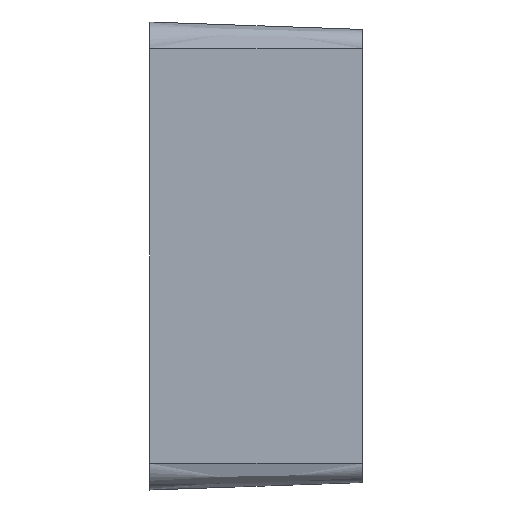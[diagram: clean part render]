
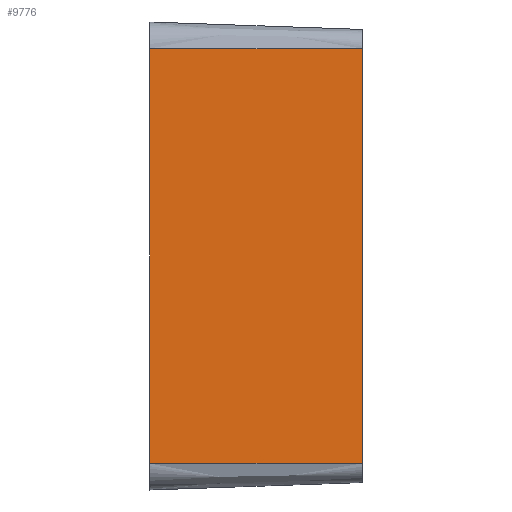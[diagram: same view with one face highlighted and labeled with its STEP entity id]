
A CAD part, left-side view. The second image highlights one B-rep face of the part: STEP entity #9776.
In plain terms, the highlighted planar face has unit normal (-0.999, -0.035, 0).
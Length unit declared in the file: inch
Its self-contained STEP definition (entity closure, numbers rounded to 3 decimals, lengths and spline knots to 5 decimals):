
#3364 = DIRECTION ( 'NONE',  ( -0.035, 0.999, 0. ) ) ;
#3365 = VECTOR ( 'NONE', #3364, 39.37008 ) ;
#3366 = CARTESIAN_POINT ( 'NONE',  ( -10.40487, 0., -7.02279 ) ) ;
#3371 = LINE ( 'NONE', #3366, #3365 ) ;
#8435 = EDGE_CURVE ( 'NONE', #9842, #9891, #3371, .T. ) ;
#9178 = EDGE_CURVE ( 'NONE', #9840, #9842, #15288, .T. ) ;
#9353 = VERTEX_POINT ( 'NONE', #15625 ) ;
#9357 = EDGE_CURVE ( 'NONE', #9891, #9353, #15619, .T. ) ;
#9495 = ORIENTED_EDGE ( 'NONE', *, *, #8435, .F. ) ;
#9689 = ORIENTED_EDGE ( 'NONE', *, *, #9178, .F. ) ;
#9702 = ORIENTED_EDGE ( 'NONE', *, *, #9357, .F. ) ;
#9724 = ORIENTED_EDGE ( 'NONE', *, *, #9774, .T. ) ;
#9774 = EDGE_CURVE ( 'NONE', #9840, #9353, #16967, .T. ) ;
#9776 = ADVANCED_FACE ( 'NONE', ( #16963 ), #16782, .T. ) ;
#9784 = EDGE_LOOP ( 'NONE', ( #9689, #9724, #9702, #9495 ) ) ;
#9840 = VERTEX_POINT ( 'NONE', #17121 ) ;
#9842 = VERTEX_POINT ( 'NONE', #17123 ) ;
#9891 = VERTEX_POINT ( 'NONE', #17099 ) ;
#15285 = DIRECTION ( 'NONE',  ( 0., 0., -1. ) ) ;
#15286 = VECTOR ( 'NONE', #15285, 39.37008 ) ;
#15287 = CARTESIAN_POINT ( 'NONE',  ( -10.15309, -7.21, -7.02279 ) ) ;
#15288 = LINE ( 'NONE', #15287, #15286 ) ;
#15616 = DIRECTION ( 'NONE',  ( 0., 0., 1. ) ) ;
#15617 = VECTOR ( 'NONE', #15616, 39.37008 ) ;
#15618 = CARTESIAN_POINT ( 'NONE',  ( -10.40487, 0., -7.02279 ) ) ;
#15619 = LINE ( 'NONE', #15618, #15617 ) ;
#15625 = CARTESIAN_POINT ( 'NONE',  ( -10.40487, 0., 7.02279 ) ) ;
#16600 = DIRECTION ( 'NONE',  ( 0.035, -0.999, 0. ) ) ;
#16611 = AXIS2_PLACEMENT_3D ( 'NONE', #16781, #16657, #16600 ) ;
#16657 = DIRECTION ( 'NONE',  ( -0.999, -0.035, 0. ) ) ;
#16781 = CARTESIAN_POINT ( 'NONE',  ( -10.40487, 0., -7.02279 ) ) ;
#16782 = PLANE ( 'NONE',  #16611 ) ;
#16963 = FACE_OUTER_BOUND ( 'NONE', #9784, .T. ) ;
#16964 = DIRECTION ( 'NONE',  ( -0.035, 0.999, 0. ) ) ;
#16965 = VECTOR ( 'NONE', #16964, 39.37008 ) ;
#16966 = CARTESIAN_POINT ( 'NONE',  ( -10.40487, 0., 7.02279 ) ) ;
#16967 = LINE ( 'NONE', #16966, #16965 ) ;
#17099 = CARTESIAN_POINT ( 'NONE',  ( -10.40487, 0., -7.02279 ) ) ;
#17121 = CARTESIAN_POINT ( 'NONE',  ( -10.15309, -7.21, 7.02279 ) ) ;
#17123 = CARTESIAN_POINT ( 'NONE',  ( -10.15309, -7.21, -7.02279 ) ) ;
